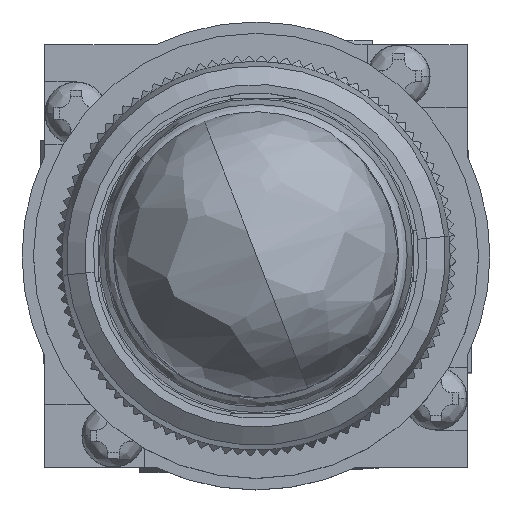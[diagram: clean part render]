
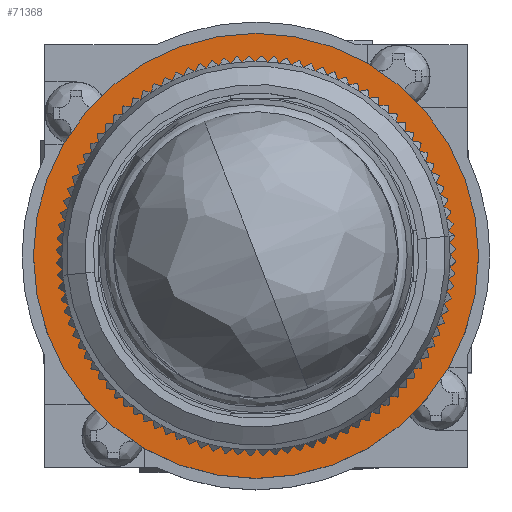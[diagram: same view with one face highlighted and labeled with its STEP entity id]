
A CAD part, top view. The second image highlights one B-rep face of the part: STEP entity #71368.
In plain terms, the highlighted planar face has unit normal (0, 0, 1).
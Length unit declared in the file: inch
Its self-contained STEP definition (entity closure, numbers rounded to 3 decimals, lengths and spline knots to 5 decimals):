
#2744 = DIRECTION ( 'NONE',  ( 0., 0., -1. ) ) ;
#3084 = CARTESIAN_POINT ( 'NONE',  ( 0.05793, -0.13148, 2.19685 ) ) ;
#3252 = CIRCLE ( 'NONE', #118562, 0.58661 ) ;
#11801 = CIRCLE ( 'NONE', #132635, 0.76772 ) ;
#13786 = CARTESIAN_POINT ( 'NONE',  ( 0.05793, -0.13148, 2.19685 ) ) ;
#14070 = VERTEX_POINT ( 'NONE', #34701 ) ;
#17041 = EDGE_CURVE ( 'NONE', #92148, #47509, #11801, .T. ) ;
#21445 = DIRECTION ( 'NONE',  ( 0., 0., 1. ) ) ;
#26485 = FACE_OUTER_BOUND ( 'NONE', #85154, .T. ) ;
#34701 = CARTESIAN_POINT ( 'NONE',  ( -0.52868, -0.13148, 2.19685 ) ) ;
#36698 = CARTESIAN_POINT ( 'NONE',  ( 0.05793, -0.13148, 2.19685 ) ) ;
#41923 = CARTESIAN_POINT ( 'NONE',  ( 0.05793, -0.13148, 2.19685 ) ) ;
#43894 = DIRECTION ( 'NONE',  ( 0., 0., 1. ) ) ;
#47509 = VERTEX_POINT ( 'NONE', #73696 ) ;
#49798 = FACE_BOUND ( 'NONE', #102430, .T. ) ;
#54863 = DIRECTION ( 'NONE',  ( -1., 0., 0. ) ) ;
#71368 = ADVANCED_FACE ( 'NONE', ( #49798, #26485 ), #95497, .T. ) ;
#72201 = DIRECTION ( 'NONE',  ( -1., 0., 0. ) ) ;
#73696 = CARTESIAN_POINT ( 'NONE',  ( 0.82565, -0.13148, 2.19685 ) ) ;
#76474 = ORIENTED_EDGE ( 'NONE', *, *, #17041, .T. ) ;
#77171 = ORIENTED_EDGE ( 'NONE', *, *, #87120, .T. ) ;
#83262 = DIRECTION ( 'NONE',  ( 0., 0., -1. ) ) ;
#83853 = CIRCLE ( 'NONE', #142691, 0.76772 ) ;
#85154 = EDGE_LOOP ( 'NONE', ( #76474, #92869 ) ) ;
#87120 = EDGE_CURVE ( 'NONE', #130209, #14070, #3252, .T. ) ;
#88724 = CARTESIAN_POINT ( 'NONE',  ( 0.05793, -0.13148, 2.19685 ) ) ;
#92148 = VERTEX_POINT ( 'NONE', #142335 ) ;
#92869 = ORIENTED_EDGE ( 'NONE', *, *, #124552, .T. ) ;
#95497 = PLANE ( 'NONE',  #125015 ) ;
#102430 = EDGE_LOOP ( 'NONE', ( #137553, #77171 ) ) ;
#103324 = EDGE_CURVE ( 'NONE', #14070, #130209, #118704, .T. ) ;
#104807 = AXIS2_PLACEMENT_3D ( 'NONE', #3084, #83262, #72201 ) ;
#117067 = DIRECTION ( 'NONE',  ( -1., 0., 0. ) ) ;
#118562 = AXIS2_PLACEMENT_3D ( 'NONE', #13786, #2744, #117067 ) ;
#118704 = CIRCLE ( 'NONE', #104807, 0.58661 ) ;
#124552 = EDGE_CURVE ( 'NONE', #47509, #92148, #83853, .T. ) ;
#125015 = AXIS2_PLACEMENT_3D ( 'NONE', #36698, #139676, #139187 ) ;
#130209 = VERTEX_POINT ( 'NONE', #145343 ) ;
#132635 = AXIS2_PLACEMENT_3D ( 'NONE', #41923, #43894, #54863 ) ;
#136412 = DIRECTION ( 'NONE',  ( -1., 0., 0. ) ) ;
#137553 = ORIENTED_EDGE ( 'NONE', *, *, #103324, .T. ) ;
#139187 = DIRECTION ( 'NONE',  ( 1., 0., 0. ) ) ;
#139676 = DIRECTION ( 'NONE',  ( 0., 0., 1. ) ) ;
#142335 = CARTESIAN_POINT ( 'NONE',  ( -0.70978, -0.13148, 2.19685 ) ) ;
#142691 = AXIS2_PLACEMENT_3D ( 'NONE', #88724, #21445, #136412 ) ;
#145343 = CARTESIAN_POINT ( 'NONE',  ( 0.64455, -0.13148, 2.19685 ) ) ;
